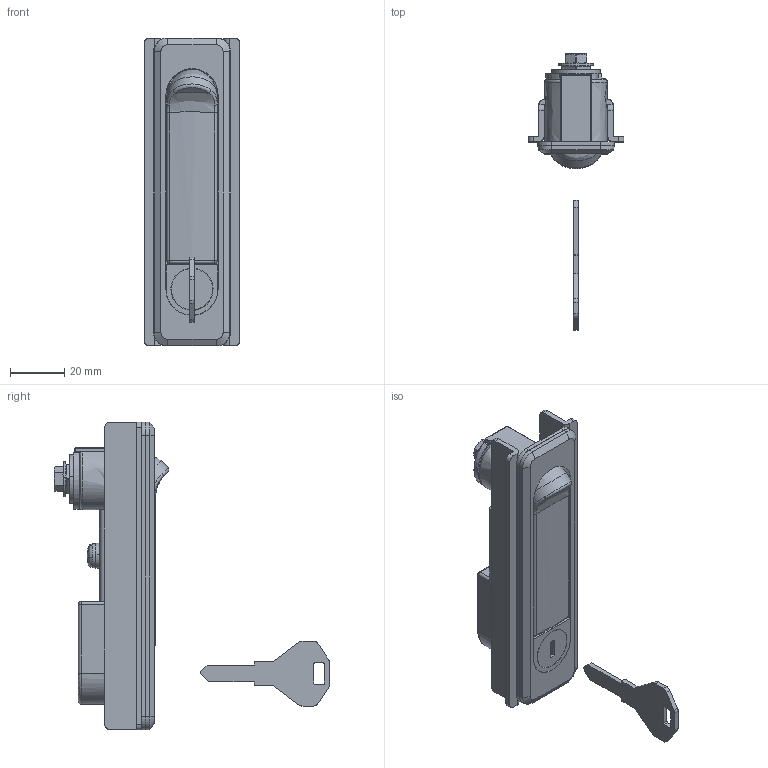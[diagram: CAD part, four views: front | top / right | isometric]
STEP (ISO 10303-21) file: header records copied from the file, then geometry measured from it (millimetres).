
FILE_DESCRIPTION((''),'2;1');
FILE_NAME('','2005-10-12T11:22:39',(''),(''),'','CADfix','');
FILE_SCHEMA(('AUTOMOTIVE_DESIGN'));
Length unit declared in the file: millimetre
Products named in the file (13): washer_B; washer_A; bolt; shaft; screw; lock; key; control_cam; packing; handle; bracket; base; THA_405S_2K_24238_36
Assembly tree (12 placements, depth 2):
  THA_405S_2K_24238_36
    washer_B
    washer_A
    bolt
    shaft
    screw
    lock
    key
    control_cam
    packing
    handle
    bracket
    base
Bounding box: 35.5 x 102.11 x 114 mm (x, y, z)
Volume: 50104.1 mm3; surface area: 42734 mm2
Topology: 12 solids, 12 shells, 490 faces, 1337 edges, 888 vertices
Faces by surface type: bspline 490
Entity records: 16855 total; most frequent: CARTESIAN_POINT 8999, ORIENTED_EDGE 2664, EDGE_CURVE 1332, VERTEX_POINT 888, QUASI_UNIFORM_CURVE 742, EDGE_LOOP 532, FACE_OUTER_BOUND 490, ADVANCED_FACE 490
